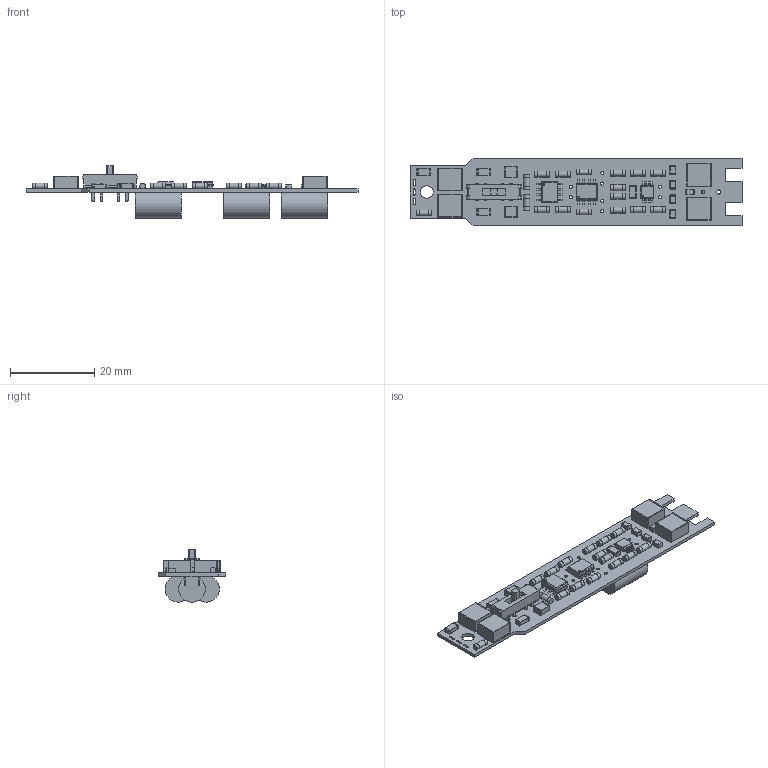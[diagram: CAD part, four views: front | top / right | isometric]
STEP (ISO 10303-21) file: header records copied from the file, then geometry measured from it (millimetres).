
FILE_DESCRIPTION(('Open CASCADE Model'),'2;1');
FILE_NAME('Open CASCADE Shape Model','2020-07-04T20:46:33',('Author'),( 'Open CASCADE'),'Open CASCADE STEP processor 6.8','Open CASCADE 6.8' ,'Unknown');
FILE_SCHEMA(('AUTOMOTIVE_DESIGN { 1 0 10303 214 1 1 1 1 }'));
Length unit declared in the file: millimetre
Products named in the file (1): PCB
Bounding box: 79 x 16 x 12.45 mm (x, y, z)
Volume: 2921.5 mm3; surface area: 5650.1 mm2
Topology: 131 solids, 210 shells, 1820 faces, 4091 edges, 2456 vertices
Faces by surface type: plane 1017, cylinder 621, sphere 158, bspline 24
Full cylindrical faces by diameter (mm): 0.388 x1, 0.5 x2, 0.762 x8, 0.8 x8, 1 x1, 1.4 x51, 3 x1, 6.3 x4
Entity records: 51704 total; most frequent: CARTESIAN_POINT 10540, DIRECTION 8635, ORIENTED_EDGE 7335, EDGE_CURVE 3933, AXIS2_PLACEMENT_3D 3003, LINE 2629, VECTOR 2629, VERTEX_POINT 2456
